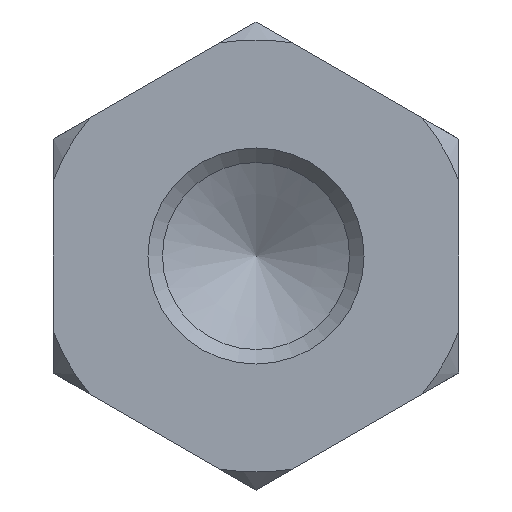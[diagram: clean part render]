
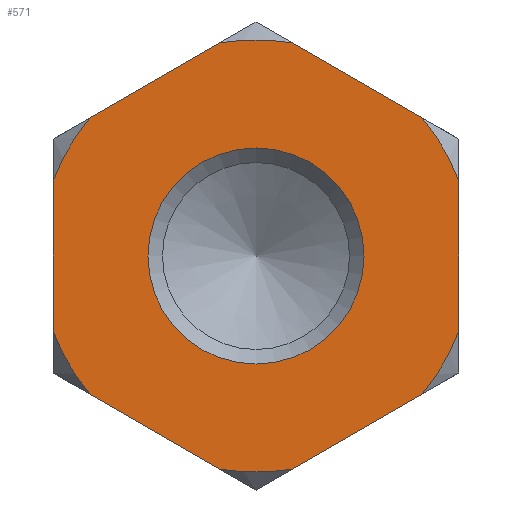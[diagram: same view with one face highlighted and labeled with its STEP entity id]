
A CAD part, front view. The second image highlights one B-rep face of the part: STEP entity #571.
In plain terms, the highlighted planar face has unit normal (0, -1, 0).
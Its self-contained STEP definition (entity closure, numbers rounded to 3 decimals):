
#571 = ADVANCED_FACE( '', ( #1323, #1324 ), #1325, .F. );
#1323 = FACE_BOUND( '', #2256, .T. );
#1324 = FACE_OUTER_BOUND( '', #2257, .T. );
#1325 = PLANE( '', #2258 );
#2256 = EDGE_LOOP( '', ( #3879 ) );
#2257 = EDGE_LOOP( '', ( #3880, #3881, #3882, #3883, #3884, #3885, #3886, #3887, #3888, #3889, #3890, #3891 ) );
#2258 = AXIS2_PLACEMENT_3D( '', #3892, #3893, #3894 );
#3879 = ORIENTED_EDGE( '', *, *, #6230, .F. );
#3880 = ORIENTED_EDGE( '', *, *, #6231, .F. );
#3881 = ORIENTED_EDGE( '', *, *, #6232, .T. );
#3882 = ORIENTED_EDGE( '', *, *, #6233, .F. );
#3883 = ORIENTED_EDGE( '', *, *, #6009, .T. );
#3884 = ORIENTED_EDGE( '', *, *, #6234, .F. );
#3885 = ORIENTED_EDGE( '', *, *, #6235, .T. );
#3886 = ORIENTED_EDGE( '', *, *, #6129, .F. );
#3887 = ORIENTED_EDGE( '', *, *, #5878, .T. );
#3888 = ORIENTED_EDGE( '', *, *, #6111, .F. );
#3889 = ORIENTED_EDGE( '', *, *, #6064, .T. );
#3890 = ORIENTED_EDGE( '', *, *, #6236, .F. );
#3891 = ORIENTED_EDGE( '', *, *, #6237, .T. );
#3892 = CARTESIAN_POINT( '', ( 16., 0., 0. ) );
#3893 = DIRECTION( '', ( 0., 1., 0. ) );
#3894 = DIRECTION( '', ( 0., 0., 1. ) );
#5878 = EDGE_CURVE( '', #7151, #7153, #7155, .T. );
#6009 = EDGE_CURVE( '', #7366, #7368, #7370, .T. );
#6064 = EDGE_CURVE( '', #7459, #7461, #7463, .T. );
#6111 = EDGE_CURVE( '', #7459, #7153, #7536, .T. );
#6129 = EDGE_CURVE( '', #7151, #7561, #7562, .T. );
#6230 = EDGE_CURVE( '', #7703, #7703, #7704, .T. );
#6231 = EDGE_CURVE( '', #7705, #7706, #7707, .T. );
#6232 = EDGE_CURVE( '', #7705, #7708, #7709, .T. );
#6233 = EDGE_CURVE( '', #7366, #7708, #7710, .T. );
#6234 = EDGE_CURVE( '', #7711, #7368, #7712, .T. );
#6235 = EDGE_CURVE( '', #7711, #7561, #7713, .T. );
#6236 = EDGE_CURVE( '', #7714, #7461, #7715, .T. );
#6237 = EDGE_CURVE( '', #7714, #7706, #7716, .T. );
#7151 = VERTEX_POINT( '', #8951 );
#7153 = VERTEX_POINT( '', #8958 );
#7155 = CIRCLE( '', #8965, 16. );
#7366 = VERTEX_POINT( '', #9262 );
#7368 = VERTEX_POINT( '', #9267 );
#7370 = CIRCLE( '', #9274, 16. );
#7459 = VERTEX_POINT( '', #9419 );
#7461 = VERTEX_POINT( '', #9424 );
#7463 = CIRCLE( '', #9431, 16. );
#7536 = LINE( '', #9536, #9537 );
#7561 = VERTEX_POINT( '', #9580 );
#7562 = LINE( '', #9581, #9582 );
#7703 = VERTEX_POINT( '', #9799 );
#7704 = CIRCLE( '', #9800, 8. );
#7705 = VERTEX_POINT( '', #9801 );
#7706 = VERTEX_POINT( '', #9802 );
#7707 = LINE( '', #9803, #9804 );
#7708 = VERTEX_POINT( '', #9805 );
#7709 = CIRCLE( '', #9806, 16. );
#7710 = LINE( '', #9807, #9808 );
#7711 = VERTEX_POINT( '', #9809 );
#7712 = LINE( '', #9810, #9811 );
#7713 = CIRCLE( '', #9812, 16. );
#7714 = VERTEX_POINT( '', #9813 );
#7715 = LINE( '', #9814, #9815 );
#7716 = CIRCLE( '', #9816, 16. );
#8951 = CARTESIAN_POINT( '', ( 15., 0., 5.568 ) );
#8958 = CARTESIAN_POINT( '', ( 12.322, 0., 10.206 ) );
#8965 = AXIS2_PLACEMENT_3D( '', #10927, #10928, #10929 );
#9262 = CARTESIAN_POINT( '', ( -2.678, 0., -15.774 ) );
#9267 = CARTESIAN_POINT( '', ( 2.678, 0., -15.774 ) );
#9274 = AXIS2_PLACEMENT_3D( '', #11067, #11068, #11069 );
#9419 = CARTESIAN_POINT( '', ( 2.678, 0., 15.774 ) );
#9424 = CARTESIAN_POINT( '', ( -2.678, 0., 15.774 ) );
#9431 = AXIS2_PLACEMENT_3D( '', #11114, #11115, #11116 );
#9536 = CARTESIAN_POINT( '', ( 19.5, 0., 6.062 ) );
#9537 = VECTOR( '', #11161, 1000. );
#9580 = CARTESIAN_POINT( '', ( 15., 0., -5.568 ) );
#9581 = CARTESIAN_POINT( '', ( 15., 0., 0. ) );
#9582 = VECTOR( '', #11177, 1000. );
#9799 = CARTESIAN_POINT( '', ( 0., 0., -8. ) );
#9800 = AXIS2_PLACEMENT_3D( '', #11266, #11267, #11268 );
#9801 = CARTESIAN_POINT( '', ( -15., 0., -5.568 ) );
#9802 = CARTESIAN_POINT( '', ( -15., 0., 5.568 ) );
#9803 = CARTESIAN_POINT( '', ( -15., 0., 0. ) );
#9804 = VECTOR( '', #11269, 1000. );
#9805 = CARTESIAN_POINT( '', ( -12.322, 0., -10.206 ) );
#9806 = AXIS2_PLACEMENT_3D( '', #11270, #11271, #11272 );
#9807 = CARTESIAN_POINT( '', ( 4.5, 0., -19.919 ) );
#9808 = VECTOR( '', #11273, 1000. );
#9809 = CARTESIAN_POINT( '', ( 12.322, 0., -10.206 ) );
#9810 = CARTESIAN_POINT( '', ( 19.5, 0., -6.062 ) );
#9811 = VECTOR( '', #11274, 1000. );
#9812 = AXIS2_PLACEMENT_3D( '', #11275, #11276, #11277 );
#9813 = CARTESIAN_POINT( '', ( -12.322, 0., 10.206 ) );
#9814 = CARTESIAN_POINT( '', ( 4.5, 0., 19.919 ) );
#9815 = VECTOR( '', #11278, 1000. );
#9816 = AXIS2_PLACEMENT_3D( '', #11279, #11280, #11281 );
#10927 = CARTESIAN_POINT( '', ( 0., 0., 0. ) );
#10928 = DIRECTION( '', ( 0., -1., 0. ) );
#10929 = DIRECTION( '', ( 0., 0., -1. ) );
#11067 = CARTESIAN_POINT( '', ( 0., 0., 0. ) );
#11068 = DIRECTION( '', ( 0., -1., 0. ) );
#11069 = DIRECTION( '', ( 0., 0., -1. ) );
#11114 = CARTESIAN_POINT( '', ( 0., 0., 0. ) );
#11115 = DIRECTION( '', ( 0., -1., 0. ) );
#11116 = DIRECTION( '', ( 0., 0., -1. ) );
#11161 = DIRECTION( '', ( 0.866, 0., -0.5 ) );
#11177 = DIRECTION( '', ( 0., 0., -1. ) );
#11266 = CARTESIAN_POINT( '', ( 0., 0., 0. ) );
#11267 = DIRECTION( '', ( 0., -1., 0. ) );
#11268 = DIRECTION( '', ( 0., 0., -1. ) );
#11269 = DIRECTION( '', ( 0., 0., 1. ) );
#11270 = CARTESIAN_POINT( '', ( 0., 0., 0. ) );
#11271 = DIRECTION( '', ( 0., -1., 0. ) );
#11272 = DIRECTION( '', ( 0., 0., -1. ) );
#11273 = DIRECTION( '', ( -0.866, 0., 0.5 ) );
#11274 = DIRECTION( '', ( -0.866, 0., -0.5 ) );
#11275 = CARTESIAN_POINT( '', ( 0., 0., 0. ) );
#11276 = DIRECTION( '', ( 0., -1., 0. ) );
#11277 = DIRECTION( '', ( 0., 0., -1. ) );
#11278 = DIRECTION( '', ( 0.866, 0., 0.5 ) );
#11279 = CARTESIAN_POINT( '', ( 0., 0., 0. ) );
#11280 = DIRECTION( '', ( 0., -1., 0. ) );
#11281 = DIRECTION( '', ( 0., 0., -1. ) );
